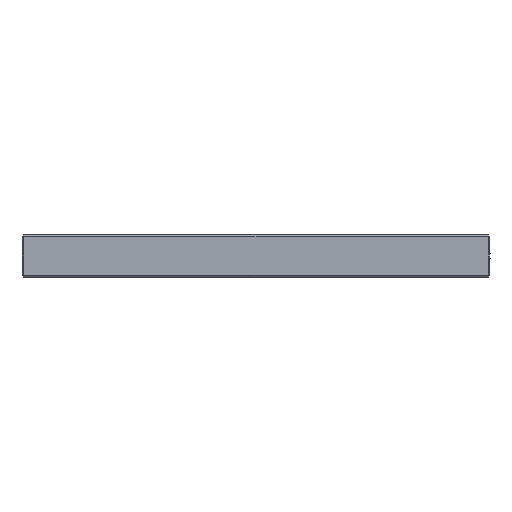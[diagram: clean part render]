
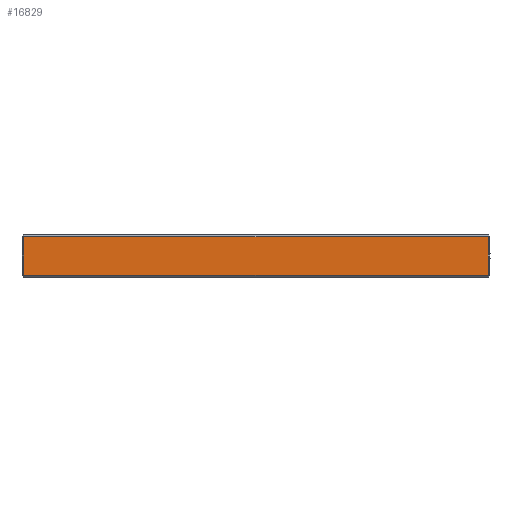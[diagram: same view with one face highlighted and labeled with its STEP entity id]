
A CAD part, front view. The second image highlights one B-rep face of the part: STEP entity #16829.
In plain terms, the highlighted planar face has unit normal (0, -1, 0).
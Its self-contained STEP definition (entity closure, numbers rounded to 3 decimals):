
#16829=ADVANCED_FACE('',(#22790),#20348,.T.);
#20348=PLANE('',#80954);
#22790=FACE_OUTER_BOUND('',#26414,.T.);
#26414=EDGE_LOOP('',(#39229,#39230,#39231,#39232));
#39229=ORIENTED_EDGE('',*,*,#61314,.T.);
#39230=ORIENTED_EDGE('',*,*,#61315,.T.);
#39231=ORIENTED_EDGE('',*,*,#61316,.T.);
#39232=ORIENTED_EDGE('',*,*,#61317,.T.);
#52806=VERTEX_POINT('',#117960);
#52807=VERTEX_POINT('',#117961);
#52808=VERTEX_POINT('',#117963);
#52809=VERTEX_POINT('',#117965);
#61314=EDGE_CURVE('',#52806,#52807,#70660,.T.);
#61315=EDGE_CURVE('',#52807,#52808,#70661,.T.);
#61316=EDGE_CURVE('',#52808,#52809,#70662,.T.);
#61317=EDGE_CURVE('',#52809,#52806,#70663,.T.);
#70660=LINE('',#117959,#77176);
#70661=LINE('',#117962,#77177);
#70662=LINE('',#117964,#77178);
#70663=LINE('',#117966,#77179);
#77176=VECTOR('',#92817,1.);
#77177=VECTOR('',#92818,1.);
#77178=VECTOR('',#92819,1.);
#77179=VECTOR('',#92820,1.);
#80954=AXIS2_PLACEMENT_3D('',#117967,#92821,#92822);
#92817=DIRECTION('',(0.,0.,1.));
#92818=DIRECTION('',(-1.,0.,0.));
#92819=DIRECTION('',(0.,0.,-1.));
#92820=DIRECTION('',(1.,0.,0.));
#92821=DIRECTION('',(0.,-1.,0.));
#92822=DIRECTION('',(0.,0.,1.));
#117959=CARTESIAN_POINT('',(119.5,7.4,8.));
#117960=CARTESIAN_POINT('',(119.5,7.4,-2.5));
#117961=CARTESIAN_POINT('',(119.5,7.4,7.5));
#117962=CARTESIAN_POINT('',(60.,7.4,7.5));
#117963=CARTESIAN_POINT('',(0.5,7.4,7.5));
#117964=CARTESIAN_POINT('',(0.5,7.4,8.));
#117965=CARTESIAN_POINT('',(0.5,7.4,-2.5));
#117966=CARTESIAN_POINT('',(60.,7.4,-2.5));
#117967=CARTESIAN_POINT('',(60.,7.4,8.));
